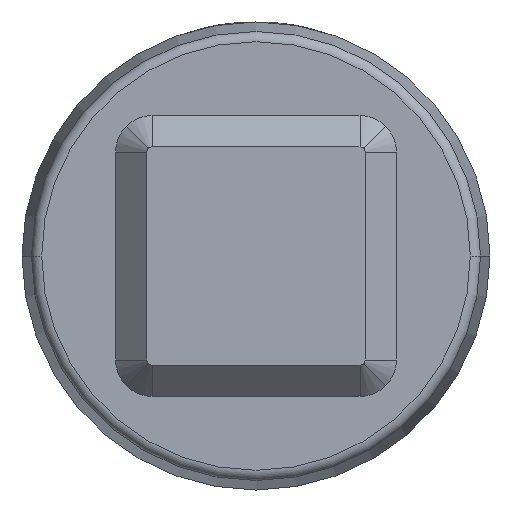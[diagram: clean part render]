
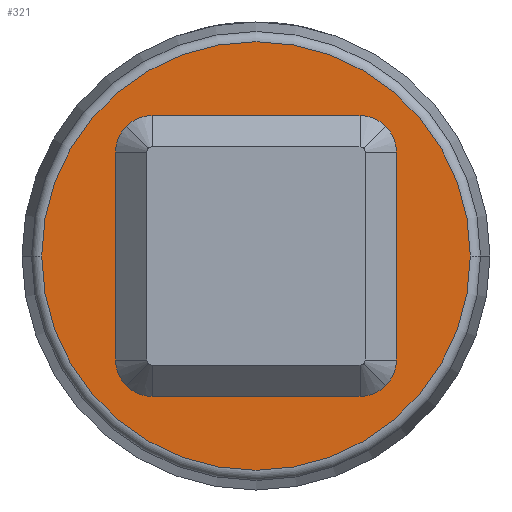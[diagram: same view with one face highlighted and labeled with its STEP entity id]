
A CAD part, left-side view. The second image highlights one B-rep face of the part: STEP entity #321.
In plain terms, the highlighted planar face has unit normal (-1, 0, 0).
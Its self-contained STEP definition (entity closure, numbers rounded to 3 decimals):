
#321=ADVANCED_FACE('',(#730,#731),#732,.F.);
#730=FACE_BOUND('',#1255,.T.);
#731=FACE_OUTER_BOUND('',#1256,.T.);
#732=PLANE('',#1257);
#1255=EDGE_LOOP('',(#2062,#2063));
#1256=EDGE_LOOP('',(#2064,#2065));
#1257=AXIS2_PLACEMENT_3D('',#2066,#2067,#2068);
#2062=ORIENTED_EDGE('',*,*,#2983,.T.);
#2063=ORIENTED_EDGE('',*,*,#3158,.T.);
#2064=ORIENTED_EDGE('',*,*,#3001,.F.);
#2065=ORIENTED_EDGE('',*,*,#3155,.F.);
#2066=CARTESIAN_POINT('',(0.0,0.0,0.0));
#2067=DIRECTION('',(1.0,0.0,0.0));
#2068=DIRECTION('',(0.0,1.0,0.0));
#2983=EDGE_CURVE('',#3521,#3525,#3527,.T.);
#3001=EDGE_CURVE('',#3556,#3558,#3559,.T.);
#3155=EDGE_CURVE('',#3558,#3556,#3777,.T.);
#3158=EDGE_CURVE('',#3525,#3521,#3780,.T.);
#3521=VERTEX_POINT('',#4331);
#3525=VERTEX_POINT('',#4336);
#3527=CIRCLE('',#4339,20.0);
#3556=VERTEX_POINT('',#4374);
#3558=VERTEX_POINT('',#4376);
#3559=CIRCLE('',#4377,41.206);
#3777=CIRCLE('',#4693,41.206);
#3780=CIRCLE('',#4696,20.0);
#4331=CARTESIAN_POINT('',(0.,20.0,0.));
#4336=CARTESIAN_POINT('',(0.0,-20.0,0.));
#4339=AXIS2_PLACEMENT_3D('',#5550,#5551,#5552);
#4374=CARTESIAN_POINT('',(0.0,41.206,0.));
#4376=CARTESIAN_POINT('',(0.0,-41.206,0.));
#4377=AXIS2_PLACEMENT_3D('',#5580,#5581,#5582);
#4693=AXIS2_PLACEMENT_3D('',#5827,#5828,#5829);
#4696=AXIS2_PLACEMENT_3D('',#5830,#5831,#5832);
#5550=CARTESIAN_POINT('',(0.0,0.0,0.0));
#5551=DIRECTION('',(1.0,0.0,-0.0));
#5552=DIRECTION('',(0.0,1.0,0.));
#5580=CARTESIAN_POINT('',(0.0,0.0,0.0));
#5581=DIRECTION('',(1.0,0.0,0.0));
#5582=DIRECTION('',(0.0,-1.0,0.0));
#5827=CARTESIAN_POINT('',(0.0,0.0,0.0));
#5828=DIRECTION('',(1.0,0.0,0.0));
#5829=DIRECTION('',(0.0,-1.0,0.0));
#5830=CARTESIAN_POINT('',(0.0,0.0,0.0));
#5831=DIRECTION('',(1.0,0.0,-0.0));
#5832=DIRECTION('',(0.0,1.0,0.));
